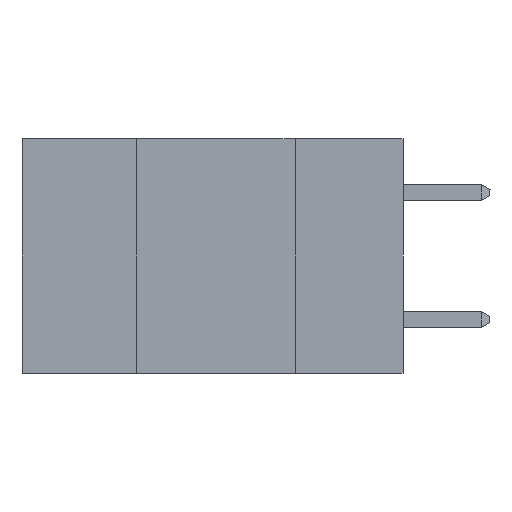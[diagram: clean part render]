
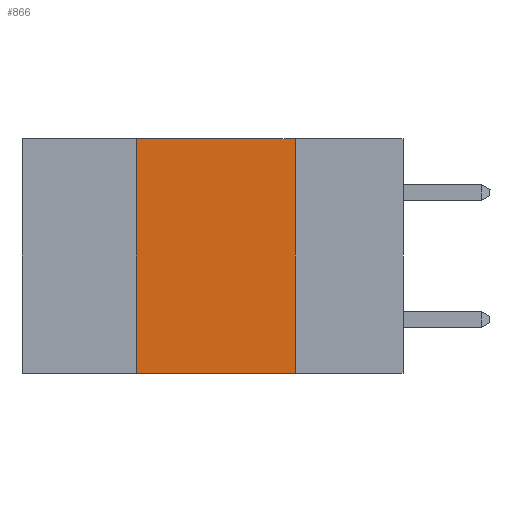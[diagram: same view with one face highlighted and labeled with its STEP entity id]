
A CAD part, left-side view. The second image highlights one B-rep face of the part: STEP entity #866.
In plain terms, the highlighted planar face has unit normal (-1, 0, 0).
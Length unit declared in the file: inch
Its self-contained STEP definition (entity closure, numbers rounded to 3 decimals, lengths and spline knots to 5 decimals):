
#866 = ADVANCED_FACE ( 'NONE', ( #4685 ), #13743, .F. ) ;
#2341 = LINE ( 'NONE', #14148, #15461 ) ;
#3105 = VERTEX_POINT ( 'NONE', #9880 ) ;
#3124 = EDGE_CURVE ( 'NONE', #17217, #3105, #18150, .T. ) ;
#3595 = CARTESIAN_POINT ( 'NONE',  ( 0., 0.17, 0. ) ) ;
#4152 = EDGE_CURVE ( 'NONE', #12674, #14614, #2341, .T. ) ;
#4487 = CARTESIAN_POINT ( 'NONE',  ( 0., 0.6, 0. ) ) ;
#4685 = FACE_OUTER_BOUND ( 'NONE', #17453, .T. ) ;
#4796 = ORIENTED_EDGE ( 'NONE', *, *, #3124, .F. ) ;
#5096 = LINE ( 'NONE', #11124, #18423 ) ;
#5219 = VECTOR ( 'NONE', #5726, 39.37008 ) ;
#5726 = DIRECTION ( 'NONE',  ( 0., -1., 0. ) ) ;
#5933 = ORIENTED_EDGE ( 'NONE', *, *, #11834, .F. ) ;
#6484 = DIRECTION ( 'NONE',  ( 0., 0., 1. ) ) ;
#7225 = AXIS2_PLACEMENT_3D ( 'NONE', #4487, #9243, #16902 ) ;
#9243 = DIRECTION ( 'NONE',  ( 1., 0., 0. ) ) ;
#9332 = LINE ( 'NONE', #10510, #5219 ) ;
#9880 = CARTESIAN_POINT ( 'NONE',  ( 0., 0.17, -0.37 ) ) ;
#10510 = CARTESIAN_POINT ( 'NONE',  ( 0., 0.6, -0.37 ) ) ;
#11124 = CARTESIAN_POINT ( 'NONE',  ( 0., 0.6, 0. ) ) ;
#11386 = DIRECTION ( 'NONE',  ( 0., 0., -1. ) ) ;
#11834 = EDGE_CURVE ( 'NONE', #14614, #17217, #5096, .T. ) ;
#12674 = VERTEX_POINT ( 'NONE', #17886 ) ;
#13743 = PLANE ( 'NONE',  #7225 ) ;
#14030 = CARTESIAN_POINT ( 'NONE',  ( 0., 0.42, 0. ) ) ;
#14148 = CARTESIAN_POINT ( 'NONE',  ( 0., 0.42, 0. ) ) ;
#14207 = DIRECTION ( 'NONE',  ( 0., -1., 0. ) ) ;
#14614 = VERTEX_POINT ( 'NONE', #14030 ) ;
#15461 = VECTOR ( 'NONE', #6484, 39.37008 ) ;
#15556 = CARTESIAN_POINT ( 'NONE',  ( 0., 0.17, 0. ) ) ;
#16902 = DIRECTION ( 'NONE',  ( 0., 0., -1. ) ) ;
#17217 = VERTEX_POINT ( 'NONE', #15556 ) ;
#17453 = EDGE_LOOP ( 'NONE', ( #4796, #5933, #19082, #20072 ) ) ;
#17886 = CARTESIAN_POINT ( 'NONE',  ( 0., 0.42, -0.37 ) ) ;
#18150 = LINE ( 'NONE', #3595, #18650 ) ;
#18423 = VECTOR ( 'NONE', #14207, 39.37008 ) ;
#18650 = VECTOR ( 'NONE', #11386, 39.37008 ) ;
#19082 = ORIENTED_EDGE ( 'NONE', *, *, #4152, .F. ) ;
#19274 = EDGE_CURVE ( 'NONE', #12674, #3105, #9332, .T. ) ;
#20072 = ORIENTED_EDGE ( 'NONE', *, *, #19274, .T. ) ;
